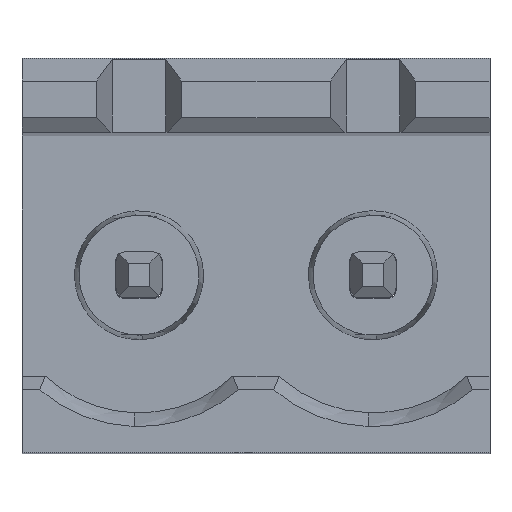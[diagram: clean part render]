
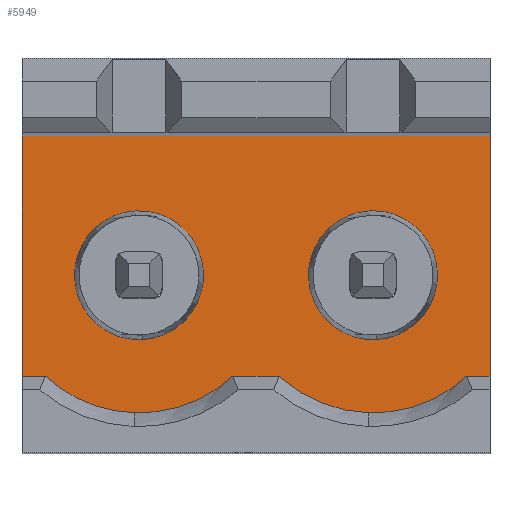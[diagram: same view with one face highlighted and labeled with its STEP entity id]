
A CAD part, top view. The second image highlights one B-rep face of the part: STEP entity #5949.
In plain terms, the highlighted planar face has unit normal (0, 0, 1).
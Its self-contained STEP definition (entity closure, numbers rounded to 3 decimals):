
#3312 = VERTEX_POINT('',#3313);
#3313 = CARTESIAN_POINT('',(2.459,5.268,3.5));
#3329 = VERTEX_POINT('',#3330);
#3330 = CARTESIAN_POINT('',(2.621,2.472,3.5));
#3336 = EDGE_CURVE('',#3312,#3329,#3337,.T.);
#3337 = CIRCLE('',#3338,1.4);
#3338 = AXIS2_PLACEMENT_3D('',#3339,#3340,#3341);
#3339 = CARTESIAN_POINT('',(2.54,3.87,3.5));
#3340 = DIRECTION('',(0.,0.,-1.));
#3341 = DIRECTION('',(0.,-1.,0.));
#3398 = VERTEX_POINT('',#3399);
#3399 = CARTESIAN_POINT('',(0.5,1.67,3.5));
#3405 = EDGE_CURVE('',#3406,#3398,#3408,.T.);
#3406 = VERTEX_POINT('',#3407);
#3407 = CARTESIAN_POINT('',(2.431,0.872,3.5));
#3408 = CIRCLE('',#3409,3.);
#3409 = AXIS2_PLACEMENT_3D('',#3410,#3411,#3412);
#3410 = CARTESIAN_POINT('',(2.54,3.87,3.5));
#3411 = DIRECTION('',(0.,0.,-1.));
#3412 = DIRECTION('',(0.68,-0.733,0.));
#3651 = VERTEX_POINT('',#3652);
#3652 = CARTESIAN_POINT('',(7.539,5.268,3.5));
#3677 = VERTEX_POINT('',#3678);
#3678 = CARTESIAN_POINT('',(7.701,2.472,3.5));
#3684 = EDGE_CURVE('',#3685,#3677,#3687,.T.);
#3685 = VERTEX_POINT('',#3686);
#3686 = CARTESIAN_POINT('',(7.62,5.27,3.5));
#3687 = CIRCLE('',#3688,1.4);
#3688 = AXIS2_PLACEMENT_3D('',#3689,#3690,#3691);
#3689 = CARTESIAN_POINT('',(7.62,3.87,3.5));
#3690 = DIRECTION('',(0.,0.,-1.));
#3691 = DIRECTION('',(0.,-1.,0.));
#3693 = EDGE_CURVE('',#3651,#3685,#3694,.T.);
#3694 = CIRCLE('',#3695,1.4);
#3695 = AXIS2_PLACEMENT_3D('',#3696,#3697,#3698);
#3696 = CARTESIAN_POINT('',(7.62,3.87,3.5));
#3697 = DIRECTION('',(0.,0.,-1.));
#3698 = DIRECTION('',(0.,-1.,0.));
#3760 = EDGE_CURVE('',#3761,#3763,#3765,.T.);
#3761 = VERTEX_POINT('',#3762);
#3762 = CARTESIAN_POINT('',(5.658,1.6,3.5));
#3763 = VERTEX_POINT('',#3764);
#3764 = CARTESIAN_POINT('',(9.66,1.67,3.5));
#3765 = CIRCLE('',#3766,3.);
#3766 = AXIS2_PLACEMENT_3D('',#3767,#3768,#3769);
#3767 = CARTESIAN_POINT('',(7.62,3.87,3.5));
#3768 = DIRECTION('',(-0.,0.,1.));
#3769 = DIRECTION('',(0.,-1.,0.));
#3929 = EDGE_CURVE('',#3930,#3932,#3934,.T.);
#3930 = VERTEX_POINT('',#3931);
#3931 = CARTESIAN_POINT('',(10.16,6.899,3.5));
#3932 = VERTEX_POINT('',#3933);
#3933 = CARTESIAN_POINT('',(10.16,1.67,3.5));
#3934 = LINE('',#3935,#3936);
#3935 = CARTESIAN_POINT('',(10.16,6.899,3.5));
#3936 = VECTOR('',#3937,1.);
#3937 = DIRECTION('',(0.,-1.,0.));
#4104 = EDGE_CURVE('',#3763,#3932,#4105,.T.);
#4105 = LINE('',#4106,#4107);
#4106 = CARTESIAN_POINT('',(9.66,1.67,3.5));
#4107 = VECTOR('',#4108,1.);
#4108 = DIRECTION('',(1.,0.,0.));
#4615 = VERTEX_POINT('',#4616);
#4616 = CARTESIAN_POINT('',(5.58,1.67,3.5));
#4622 = EDGE_CURVE('',#4615,#3761,#4623,.T.);
#4623 = CIRCLE('',#4624,3.);
#4624 = AXIS2_PLACEMENT_3D('',#4625,#4626,#4627);
#4625 = CARTESIAN_POINT('',(7.62,3.87,3.5));
#4626 = DIRECTION('',(-0.,0.,1.));
#4627 = DIRECTION('',(0.,-1.,0.));
#4931 = EDGE_CURVE('',#3677,#3651,#4932,.T.);
#4932 = CIRCLE('',#4933,1.4);
#4933 = AXIS2_PLACEMENT_3D('',#4934,#4935,#4936);
#4934 = CARTESIAN_POINT('',(7.62,3.87,3.5));
#4935 = DIRECTION('',(0.,0.,-1.));
#4936 = DIRECTION('',(0.,-1.,0.));
#4979 = EDGE_CURVE('',#4615,#4980,#4982,.T.);
#4980 = VERTEX_POINT('',#4981);
#4981 = CARTESIAN_POINT('',(4.58,1.67,3.5));
#4982 = LINE('',#4983,#4984);
#4983 = CARTESIAN_POINT('',(5.58,1.67,3.5));
#4984 = VECTOR('',#4985,1.);
#4985 = DIRECTION('',(-1.,0.,0.));
#5441 = EDGE_CURVE('',#4980,#3406,#5442,.T.);
#5442 = CIRCLE('',#5443,3.);
#5443 = AXIS2_PLACEMENT_3D('',#5444,#5445,#5446);
#5444 = CARTESIAN_POINT('',(2.54,3.87,3.5));
#5445 = DIRECTION('',(0.,0.,-1.));
#5446 = DIRECTION('',(0.68,-0.733,0.));
#5813 = EDGE_CURVE('',#3930,#5814,#5816,.T.);
#5814 = VERTEX_POINT('',#5815);
#5815 = CARTESIAN_POINT('',(0.,6.899,3.5));
#5816 = LINE('',#5817,#5818);
#5817 = CARTESIAN_POINT('',(2.54,6.899,3.5));
#5818 = VECTOR('',#5819,1.);
#5819 = DIRECTION('',(-1.,0.,0.));
#5895 = EDGE_CURVE('',#3398,#5896,#5898,.T.);
#5896 = VERTEX_POINT('',#5897);
#5897 = CARTESIAN_POINT('',(0.,1.67,3.5));
#5898 = LINE('',#5899,#5900);
#5899 = CARTESIAN_POINT('',(0.5,1.67,3.5));
#5900 = VECTOR('',#5901,1.);
#5901 = DIRECTION('',(-1.,0.,0.));
#5917 = EDGE_CURVE('',#5896,#5814,#5918,.T.);
#5918 = LINE('',#5919,#5920);
#5919 = CARTESIAN_POINT('',(0.,1.67,3.5));
#5920 = VECTOR('',#5921,1.);
#5921 = DIRECTION('',(0.,1.,0.));
#5949 = ADVANCED_FACE('',(#5950,#5962,#5981),#5986,.F.);
#5950 = FACE_BOUND('',#5951,.T.);
#5951 = EDGE_LOOP('',(#5952,#5953,#5954,#5955,#5956,#5957,#5958,#5959,
    #5960,#5961));
#5952 = ORIENTED_EDGE('',*,*,#5813,.T.);
#5953 = ORIENTED_EDGE('',*,*,#5917,.F.);
#5954 = ORIENTED_EDGE('',*,*,#5895,.F.);
#5955 = ORIENTED_EDGE('',*,*,#3405,.F.);
#5956 = ORIENTED_EDGE('',*,*,#5441,.F.);
#5957 = ORIENTED_EDGE('',*,*,#4979,.F.);
#5958 = ORIENTED_EDGE('',*,*,#4622,.T.);
#5959 = ORIENTED_EDGE('',*,*,#3760,.T.);
#5960 = ORIENTED_EDGE('',*,*,#4104,.T.);
#5961 = ORIENTED_EDGE('',*,*,#3929,.F.);
#5962 = FACE_BOUND('',#5963,.T.);
#5963 = EDGE_LOOP('',(#5964,#5973,#5974));
#5964 = ORIENTED_EDGE('',*,*,#5965,.T.);
#5965 = EDGE_CURVE('',#5966,#3312,#5968,.T.);
#5966 = VERTEX_POINT('',#5967);
#5967 = CARTESIAN_POINT('',(2.54,2.47,3.5));
#5968 = CIRCLE('',#5969,1.4);
#5969 = AXIS2_PLACEMENT_3D('',#5970,#5971,#5972);
#5970 = CARTESIAN_POINT('',(2.54,3.87,3.5));
#5971 = DIRECTION('',(0.,0.,-1.));
#5972 = DIRECTION('',(0.,-1.,0.));
#5973 = ORIENTED_EDGE('',*,*,#3336,.T.);
#5974 = ORIENTED_EDGE('',*,*,#5975,.T.);
#5975 = EDGE_CURVE('',#3329,#5966,#5976,.T.);
#5976 = CIRCLE('',#5977,1.4);
#5977 = AXIS2_PLACEMENT_3D('',#5978,#5979,#5980);
#5978 = CARTESIAN_POINT('',(2.54,3.87,3.5));
#5979 = DIRECTION('',(0.,0.,-1.));
#5980 = DIRECTION('',(0.,-1.,0.));
#5981 = FACE_BOUND('',#5982,.T.);
#5982 = EDGE_LOOP('',(#5983,#5984,#5985));
#5983 = ORIENTED_EDGE('',*,*,#3684,.T.);
#5984 = ORIENTED_EDGE('',*,*,#4931,.T.);
#5985 = ORIENTED_EDGE('',*,*,#3693,.T.);
#5986 = PLANE('',#5987);
#5987 = AXIS2_PLACEMENT_3D('',#5988,#5989,#5990);
#5988 = CARTESIAN_POINT('',(-0.07,0.713,3.5));
#5989 = DIRECTION('',(0.,0.,-1.));
#5990 = DIRECTION('',(-1.,0.,0.));
